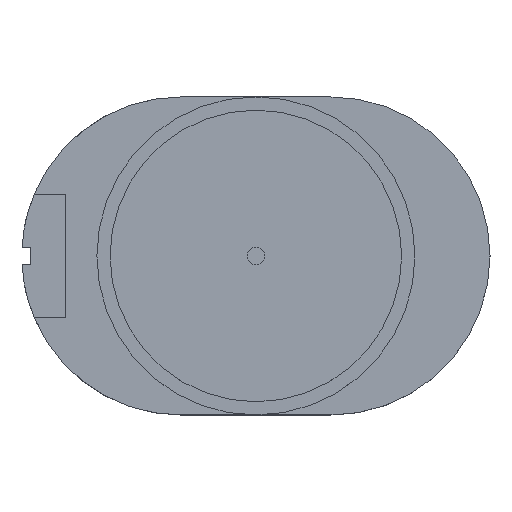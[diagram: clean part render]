
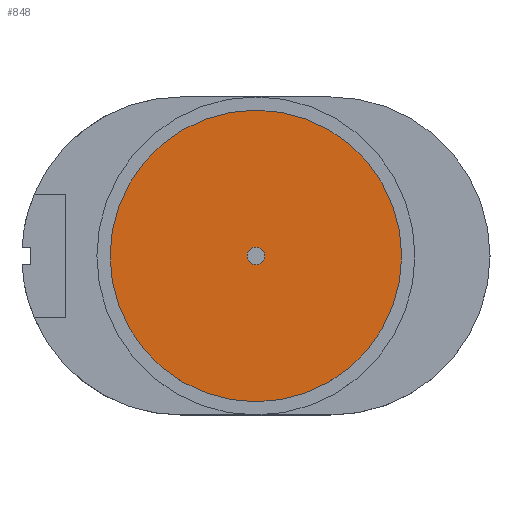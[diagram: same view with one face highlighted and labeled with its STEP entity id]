
A CAD part, top view. The second image highlights one B-rep face of the part: STEP entity #848.
In plain terms, the highlighted planar face has unit normal (0, 0, 1).
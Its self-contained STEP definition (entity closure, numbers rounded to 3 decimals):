
#164=CIRCLE('',#936,0.5);
#165=CIRCLE('',#939,8.25);
#237=VERTEX_POINT('',#1353);
#238=VERTEX_POINT('',#1357);
#433=EDGE_CURVE('',#237,#237,#164,.T.);
#434=EDGE_CURVE('',#238,#238,#165,.T.);
#615=ORIENTED_EDGE('',*,*,#433,.T.);
#616=ORIENTED_EDGE('',*,*,#434,.F.);
#713=EDGE_LOOP('',(#615));
#714=EDGE_LOOP('',(#616));
#791=FACE_BOUND('',#713,.T.);
#792=FACE_BOUND('',#714,.T.);
#848=ADVANCED_FACE('',(#791,#792),#1399,.T.);
#936=AXIS2_PLACEMENT_3D('',#1352,#1132,#1133);
#939=AXIS2_PLACEMENT_3D('',#1356,#1137,#1138);
#941=AXIS2_PLACEMENT_3D('',#1360,#1141,$);
#1132=DIRECTION('',(0.,0.,-1.));
#1133=DIRECTION('',(0.5,0.,0.));
#1137=DIRECTION('',(0.,0.,-1.));
#1138=DIRECTION('',(8.25,0.,0.));
#1141=DIRECTION('',(0.,0.,1.));
#1352=CARTESIAN_POINT('',(4.25,0.,3.8));
#1353=CARTESIAN_POINT('',(4.75,0.,3.8));
#1356=CARTESIAN_POINT('',(4.25,0.,3.8));
#1357=CARTESIAN_POINT('',(12.5,0.,3.8));
#1360=CARTESIAN_POINT('',(4.25,0.,3.8));
#1399=PLANE('',#941);
